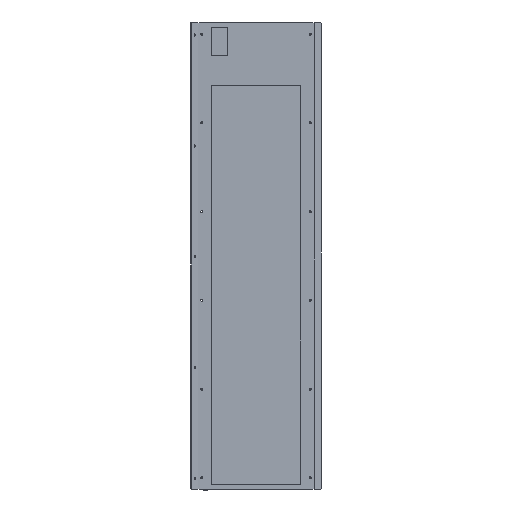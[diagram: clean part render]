
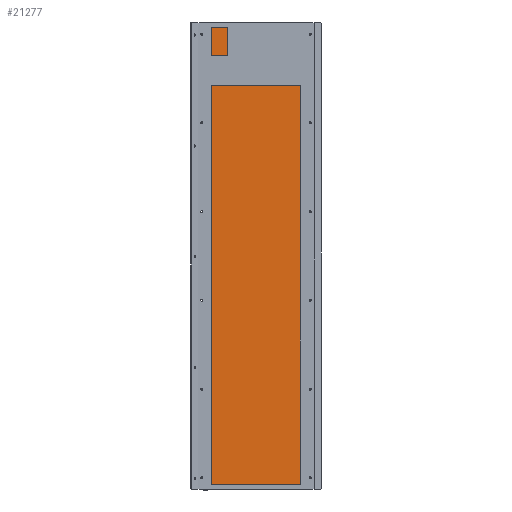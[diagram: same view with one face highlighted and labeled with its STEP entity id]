
A CAD part, top view. The second image highlights one B-rep face of the part: STEP entity #21277.
In plain terms, the highlighted planar face has unit normal (0, 0, 1).
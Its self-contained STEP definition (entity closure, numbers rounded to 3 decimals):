
#435 = LINE ( 'NONE', #51417, #24977 ) ;
#9940 = DIRECTION ( 'NONE',  ( 0., -1., 0. ) ) ;
#9968 = ORIENTED_EDGE ( 'NONE', *, *, #63835, .T. ) ;
#11186 = EDGE_CURVE ( 'NONE', #36108, #109655, #435, .T. ) ;
#14782 = CARTESIAN_POINT ( 'NONE',  ( -68.114, -477.087, 23.021 ) ) ;
#16712 = DIRECTION ( 'NONE',  ( 0., -1., 0. ) ) ;
#21277 = ADVANCED_FACE ( 'NONE', ( #58748 ), #50336, .T. ) ;
#24977 = VECTOR ( 'NONE', #9940, 1000. ) ;
#28978 = VECTOR ( 'NONE', #72365, 1000. ) ;
#29733 = AXIS2_PLACEMENT_3D ( 'NONE', #43050, #84041, #16712 ) ;
#30848 = LINE ( 'NONE', #82447, #28978 ) ;
#31434 = VERTEX_POINT ( 'NONE', #98198 ) ;
#32633 = LINE ( 'NONE', #66285, #90603 ) ;
#35080 = VECTOR ( 'NONE', #70234, 1000. ) ;
#36108 = VERTEX_POINT ( 'NONE', #37512 ) ;
#36696 = EDGE_CURVE ( 'NONE', #31434, #36108, #44992, .T. ) ;
#37512 = CARTESIAN_POINT ( 'NONE',  ( -68.114, 509.913, 23.021 ) ) ;
#37667 = CARTESIAN_POINT ( 'NONE',  ( 135.886, 509.913, 23.021 ) ) ;
#43050 = CARTESIAN_POINT ( 'NONE',  ( 135.886, 509.913, 23.021 ) ) ;
#44992 = LINE ( 'NONE', #37667, #35080 ) ;
#45781 = ORIENTED_EDGE ( 'NONE', *, *, #11186, .T. ) ;
#49394 = ORIENTED_EDGE ( 'NONE', *, *, #36696, .T. ) ;
#50336 = PLANE ( 'NONE',  #29733 ) ;
#50441 = CARTESIAN_POINT ( 'NONE',  ( 135.886, -477.087, 23.021 ) ) ;
#51417 = CARTESIAN_POINT ( 'NONE',  ( -68.114, 509.913, 23.021 ) ) ;
#58748 = FACE_OUTER_BOUND ( 'NONE', #109743, .T. ) ;
#63835 = EDGE_CURVE ( 'NONE', #101579, #31434, #32633, .T. ) ;
#66285 = CARTESIAN_POINT ( 'NONE',  ( 135.886, 509.913, 23.021 ) ) ;
#70234 = DIRECTION ( 'NONE',  ( -1., 0., 0. ) ) ;
#72365 = DIRECTION ( 'NONE',  ( 1., 0., 0. ) ) ;
#76484 = ORIENTED_EDGE ( 'NONE', *, *, #98106, .T. ) ;
#82447 = CARTESIAN_POINT ( 'NONE',  ( 135.886, -477.087, 23.021 ) ) ;
#84041 = DIRECTION ( 'NONE',  ( 0., 0., 1. ) ) ;
#90603 = VECTOR ( 'NONE', #92682, 1000. ) ;
#92682 = DIRECTION ( 'NONE',  ( 0., 1., 0. ) ) ;
#98106 = EDGE_CURVE ( 'NONE', #109655, #101579, #30848, .T. ) ;
#98198 = CARTESIAN_POINT ( 'NONE',  ( 135.886, 509.913, 23.021 ) ) ;
#101579 = VERTEX_POINT ( 'NONE', #50441 ) ;
#109655 = VERTEX_POINT ( 'NONE', #14782 ) ;
#109743 = EDGE_LOOP ( 'NONE', ( #49394, #45781, #76484, #9968 ) ) ;
